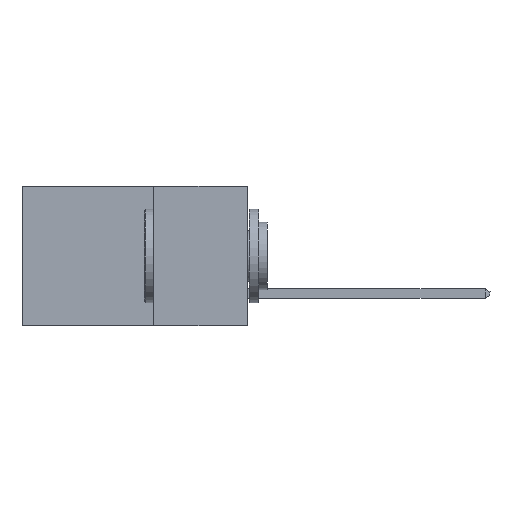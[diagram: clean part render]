
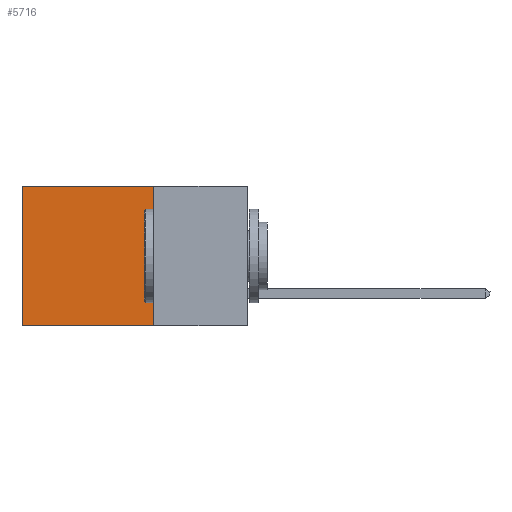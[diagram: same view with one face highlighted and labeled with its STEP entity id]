
A CAD part, left-side view. The second image highlights one B-rep face of the part: STEP entity #5716.
In plain terms, the highlighted planar face has unit normal (-1, 0, 0).
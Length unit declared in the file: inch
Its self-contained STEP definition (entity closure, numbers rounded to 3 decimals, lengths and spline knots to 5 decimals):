
#245 = CARTESIAN_POINT ( 'NONE',  ( 0.2615, 0.6, -0.37 ) ) ;
#265 = ORIENTED_EDGE ( 'NONE', *, *, #6301, .T. ) ;
#593 = EDGE_CURVE ( 'NONE', #10433, #9088, #4222, .T. ) ;
#1377 = VECTOR ( 'NONE', #5803, 39.37008 ) ;
#1539 = DIRECTION ( 'NONE',  ( 1., 0., 0. ) ) ;
#1696 = CARTESIAN_POINT ( 'NONE',  ( 0.2615, 0.25, -0.37 ) ) ;
#1794 = CARTESIAN_POINT ( 'NONE',  ( 0.2615, 0.6, -0.37 ) ) ;
#2182 = EDGE_LOOP ( 'NONE', ( #265, #10126, #5895, #7109 ) ) ;
#3262 = VECTOR ( 'NONE', #9579, 39.37008 ) ;
#3566 = VECTOR ( 'NONE', #4211, 39.37008 ) ;
#4211 = DIRECTION ( 'NONE',  ( 0., 0., -1. ) ) ;
#4222 = LINE ( 'NONE', #1696, #9233 ) ;
#5550 = DIRECTION ( 'NONE',  ( 0., 0., -1. ) ) ;
#5716 = ADVANCED_FACE ( 'NONE', ( #7982 ), #6592, .F. ) ;
#5730 = AXIS2_PLACEMENT_3D ( 'NONE', #6443, #1539, #5550 ) ;
#5731 = CARTESIAN_POINT ( 'NONE',  ( 0.2615, 0.25, -0.37 ) ) ;
#5803 = DIRECTION ( 'NONE',  ( 0., 1., 0. ) ) ;
#5852 = LINE ( 'NONE', #7607, #1377 ) ;
#5895 = ORIENTED_EDGE ( 'NONE', *, *, #593, .F. ) ;
#6301 = EDGE_CURVE ( 'NONE', #9422, #8104, #9909, .T. ) ;
#6443 = CARTESIAN_POINT ( 'NONE',  ( 0.2615, 0.25, -0.37 ) ) ;
#6509 = LINE ( 'NONE', #5731, #3262 ) ;
#6592 = PLANE ( 'NONE',  #5730 ) ;
#6595 = CARTESIAN_POINT ( 'NONE',  ( 0.2615, 0.25, 0. ) ) ;
#7109 = ORIENTED_EDGE ( 'NONE', *, *, #7714, .T. ) ;
#7607 = CARTESIAN_POINT ( 'NONE',  ( 0.2615, 0.25, 0. ) ) ;
#7714 = EDGE_CURVE ( 'NONE', #10433, #9422, #5852, .T. ) ;
#7982 = FACE_OUTER_BOUND ( 'NONE', #2182, .T. ) ;
#8104 = VERTEX_POINT ( 'NONE', #245 ) ;
#8132 = DIRECTION ( 'NONE',  ( 0., 0., -1. ) ) ;
#8295 = EDGE_CURVE ( 'NONE', #9088, #8104, #6509, .T. ) ;
#8605 = CARTESIAN_POINT ( 'NONE',  ( 0.2615, 0.25, -0.37 ) ) ;
#9088 = VERTEX_POINT ( 'NONE', #8605 ) ;
#9233 = VECTOR ( 'NONE', #8132, 39.37008 ) ;
#9422 = VERTEX_POINT ( 'NONE', #10292 ) ;
#9579 = DIRECTION ( 'NONE',  ( 0., 1., 0. ) ) ;
#9909 = LINE ( 'NONE', #1794, #3566 ) ;
#10126 = ORIENTED_EDGE ( 'NONE', *, *, #8295, .F. ) ;
#10292 = CARTESIAN_POINT ( 'NONE',  ( 0.2615, 0.6, 0. ) ) ;
#10433 = VERTEX_POINT ( 'NONE', #6595 ) ;
